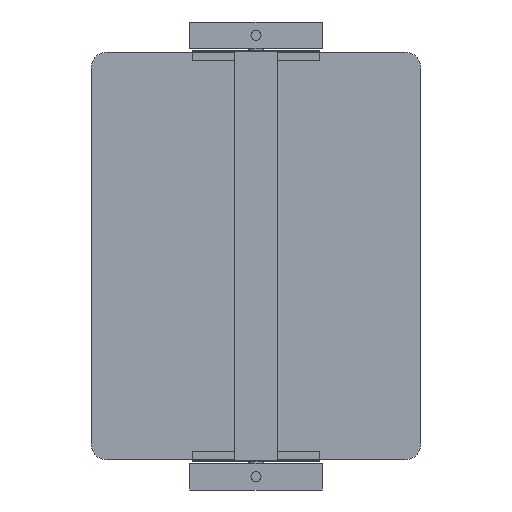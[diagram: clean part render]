
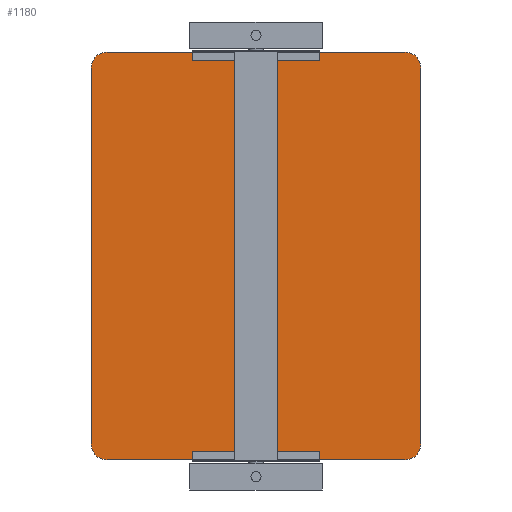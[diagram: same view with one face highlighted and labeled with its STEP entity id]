
A CAD part, front view. The second image highlights one B-rep face of the part: STEP entity #1180.
In plain terms, the highlighted planar face has unit normal (0, -1, 0).
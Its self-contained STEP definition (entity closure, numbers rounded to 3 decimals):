
#83=PLANE('',#1305);
#149=FACE_OUTER_BOUND('',#222,.T.);
#222=EDGE_LOOP('',(#1065,#1066,#1067,#1068,#1069,#1070,#1071,#1072));
#339=LINE('',#2006,#462);
#342=LINE('',#2012,#465);
#343=LINE('',#2016,#466);
#344=LINE('',#2020,#467);
#462=VECTOR('',#1612,10.);
#465=VECTOR('',#1617,10.);
#466=VECTOR('',#1620,10.);
#467=VECTOR('',#1623,10.);
#505=CIRCLE('',#1303,30.);
#506=CIRCLE('',#1306,30.);
#507=CIRCLE('',#1307,30.);
#508=CIRCLE('',#1308,30.);
#608=VERTEX_POINT('',#1999);
#609=VERTEX_POINT('',#2001);
#610=VERTEX_POINT('',#2005);
#612=VERTEX_POINT('',#2011);
#613=VERTEX_POINT('',#2013);
#614=VERTEX_POINT('',#2015);
#615=VERTEX_POINT('',#2017);
#616=VERTEX_POINT('',#2019);
#761=EDGE_CURVE('',#608,#609,#505,.T.);
#763=EDGE_CURVE('',#610,#609,#339,.T.);
#766=EDGE_CURVE('',#612,#608,#342,.T.);
#767=EDGE_CURVE('',#613,#612,#506,.T.);
#768=EDGE_CURVE('',#614,#613,#343,.T.);
#769=EDGE_CURVE('',#615,#614,#507,.T.);
#770=EDGE_CURVE('',#615,#616,#344,.T.);
#771=EDGE_CURVE('',#610,#616,#508,.T.);
#1065=ORIENTED_EDGE('',*,*,#761,.F.);
#1066=ORIENTED_EDGE('',*,*,#766,.F.);
#1067=ORIENTED_EDGE('',*,*,#767,.F.);
#1068=ORIENTED_EDGE('',*,*,#768,.F.);
#1069=ORIENTED_EDGE('',*,*,#769,.F.);
#1070=ORIENTED_EDGE('',*,*,#770,.T.);
#1071=ORIENTED_EDGE('',*,*,#771,.F.);
#1072=ORIENTED_EDGE('',*,*,#763,.T.);
#1180=ADVANCED_FACE('',(#149),#83,.T.);
#1303=AXIS2_PLACEMENT_3D('',#2002,#1607,#1608);
#1305=AXIS2_PLACEMENT_3D('',#2010,#1615,#1616);
#1306=AXIS2_PLACEMENT_3D('',#2014,#1618,#1619);
#1307=AXIS2_PLACEMENT_3D('',#2018,#1621,#1622);
#1308=AXIS2_PLACEMENT_3D('',#2021,#1624,#1625);
#1607=DIRECTION('center_axis',(0.,1.,0.));
#1608=DIRECTION('ref_axis',(-0.707,0.,-0.707));
#1612=DIRECTION('',(0.,0.,-1.));
#1615=DIRECTION('center_axis',(0.,-1.,0.));
#1616=DIRECTION('ref_axis',(-1.,0.,0.));
#1617=DIRECTION('',(-1.,0.,0.));
#1618=DIRECTION('center_axis',(0.,1.,0.));
#1619=DIRECTION('ref_axis',(0.707,0.,-0.707));
#1620=DIRECTION('',(0.,0.,-1.));
#1621=DIRECTION('center_axis',(0.,1.,0.));
#1622=DIRECTION('ref_axis',(0.707,0.,0.707));
#1623=DIRECTION('',(-1.,0.,0.));
#1624=DIRECTION('center_axis',(0.,1.,0.));
#1625=DIRECTION('ref_axis',(-0.707,0.,0.707));
#1999=CARTESIAN_POINT('',(-280.,394.,-383.5));
#2001=CARTESIAN_POINT('',(-310.,394.,-353.5));
#2002=CARTESIAN_POINT('Origin',(-280.,394.,-353.5));
#2005=CARTESIAN_POINT('',(-310.,394.,353.5));
#2006=CARTESIAN_POINT('',(-310.,394.,383.5));
#2010=CARTESIAN_POINT('Origin',(310.,394.,383.5));
#2011=CARTESIAN_POINT('',(280.,394.,-383.5));
#2012=CARTESIAN_POINT('',(155.,394.,-383.5));
#2013=CARTESIAN_POINT('',(310.,394.,-353.5));
#2014=CARTESIAN_POINT('Origin',(280.,394.,-353.5));
#2015=CARTESIAN_POINT('',(310.,394.,353.5));
#2016=CARTESIAN_POINT('',(310.,394.,383.5));
#2017=CARTESIAN_POINT('',(280.,394.,383.5));
#2018=CARTESIAN_POINT('Origin',(280.,394.,353.5));
#2019=CARTESIAN_POINT('',(-280.,394.,383.5));
#2020=CARTESIAN_POINT('',(310.,394.,383.5));
#2021=CARTESIAN_POINT('Origin',(-280.,394.,353.5));
